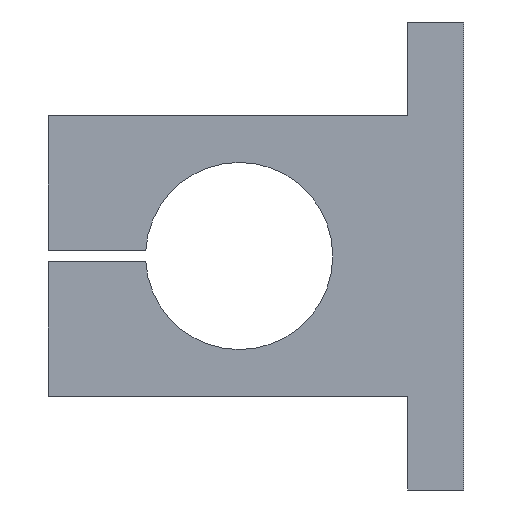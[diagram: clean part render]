
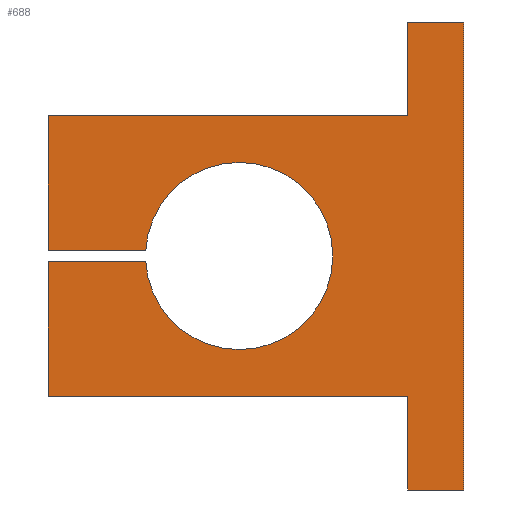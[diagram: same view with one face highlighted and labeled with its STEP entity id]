
A CAD part, left-side view. The second image highlights one B-rep face of the part: STEP entity #688.
In plain terms, the highlighted planar face has unit normal (-1, 0, 0).
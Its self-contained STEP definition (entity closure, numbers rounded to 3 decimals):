
#8 = CARTESIAN_POINT ( 'NONE',  ( -12.5, 111., -62.5 ) ) ;
#9 = CARTESIAN_POINT ( 'NONE',  ( -12.5, 111., -1.5 ) ) ;
#32 = CARTESIAN_POINT ( 'NONE',  ( -12.5, 111., 1.5 ) ) ;
#39 = EDGE_CURVE ( 'NONE', #720, #341, #132, .T. ) ;
#49 = CARTESIAN_POINT ( 'NONE',  ( -12.5, 0., 62.5 ) ) ;
#53 = VECTOR ( 'NONE', #182, 1000. ) ;
#55 = DIRECTION ( 'NONE',  ( 1., 0., 0. ) ) ;
#61 = LINE ( 'NONE', #8, #851 ) ;
#70 = VERTEX_POINT ( 'NONE', #49 ) ;
#76 = CARTESIAN_POINT ( 'NONE',  ( -12.5, 15., -37.5 ) ) ;
#87 = CARTESIAN_POINT ( 'NONE',  ( -12.5, 111., 37.5 ) ) ;
#95 = CIRCLE ( 'NONE', #290, 25. ) ;
#110 = VECTOR ( 'NONE', #679, 1000. ) ;
#132 = LINE ( 'NONE', #984, #110 ) ;
#139 = CARTESIAN_POINT ( 'NONE',  ( -12.5, 0., -62.5 ) ) ;
#140 = DIRECTION ( 'NONE',  ( 0., -1., 0. ) ) ;
#160 = VECTOR ( 'NONE', #140, 1000. ) ;
#162 = LINE ( 'NONE', #249, #754 ) ;
#163 = CARTESIAN_POINT ( 'NONE',  ( -12.5, 60., 25. ) ) ;
#169 = DIRECTION ( 'NONE',  ( 0., 0., -1. ) ) ;
#175 = LINE ( 'NONE', #393, #767 ) ;
#182 = DIRECTION ( 'NONE',  ( 0., 0., 1. ) ) ;
#184 = DIRECTION ( 'NONE',  ( 0., 0., -1. ) ) ;
#186 = VERTEX_POINT ( 'NONE', #612 ) ;
#204 = CARTESIAN_POINT ( 'NONE',  ( -12.5, 111., 37.5 ) ) ;
#239 = CIRCLE ( 'NONE', #633, 25. ) ;
#246 = CARTESIAN_POINT ( 'NONE',  ( -12.5, 15., -62.5 ) ) ;
#248 = VERTEX_POINT ( 'NONE', #163 ) ;
#249 = CARTESIAN_POINT ( 'NONE',  ( -12.5, 111., -62.5 ) ) ;
#255 = LINE ( 'NONE', #728, #438 ) ;
#257 = DIRECTION ( 'NONE',  ( 0., -1., 0. ) ) ;
#264 = ORIENTED_EDGE ( 'NONE', *, *, #494, .F. ) ;
#266 = LINE ( 'NONE', #204, #869 ) ;
#272 = DIRECTION ( 'NONE',  ( 0., 1., 0. ) ) ;
#276 = LINE ( 'NONE', #424, #53 ) ;
#290 = AXIS2_PLACEMENT_3D ( 'NONE', #354, #55, #429 ) ;
#292 = EDGE_CURVE ( 'NONE', #717, #884, #526, .T. ) ;
#295 = FACE_OUTER_BOUND ( 'NONE', #779, .T. ) ;
#310 = DIRECTION ( 'NONE',  ( 0., 0., 1. ) ) ;
#313 = DIRECTION ( 'NONE',  ( 0., 0., -1. ) ) ;
#316 = EDGE_CURVE ( 'NONE', #70, #595, #175, .T. ) ;
#325 = ORIENTED_EDGE ( 'NONE', *, *, #776, .F. ) ;
#329 = ORIENTED_EDGE ( 'NONE', *, *, #647, .F. ) ;
#340 = CARTESIAN_POINT ( 'NONE',  ( -12.5, 111., 62.5 ) ) ;
#341 = VERTEX_POINT ( 'NONE', #32 ) ;
#350 = ORIENTED_EDGE ( 'NONE', *, *, #470, .T. ) ;
#354 = CARTESIAN_POINT ( 'NONE',  ( -12.5, 60., 0. ) ) ;
#367 = VERTEX_POINT ( 'NONE', #792 ) ;
#386 = ORIENTED_EDGE ( 'NONE', *, *, #579, .F. ) ;
#388 = AXIS2_PLACEMENT_3D ( 'NONE', #804, #410, #169 ) ;
#389 = LINE ( 'NONE', #521, #799 ) ;
#393 = CARTESIAN_POINT ( 'NONE',  ( -12.5, 0., 62.5 ) ) ;
#395 = EDGE_CURVE ( 'NONE', #186, #70, #965, .T. ) ;
#410 = DIRECTION ( 'NONE',  ( 1., 0., 0. ) ) ;
#415 = VERTEX_POINT ( 'NONE', #87 ) ;
#424 = CARTESIAN_POINT ( 'NONE',  ( -12.5, 15., 37.5 ) ) ;
#429 = DIRECTION ( 'NONE',  ( 0., 0., -1. ) ) ;
#438 = VECTOR ( 'NONE', #567, 1000. ) ;
#460 = VERTEX_POINT ( 'NONE', #246 ) ;
#463 = PLANE ( 'NONE',  #902 ) ;
#470 = EDGE_CURVE ( 'NONE', #248, #367, #986, .T. ) ;
#486 = CARTESIAN_POINT ( 'NONE',  ( -12.5, 111., -1.5 ) ) ;
#494 = EDGE_CURVE ( 'NONE', #595, #460, #921, .T. ) ;
#497 = ORIENTED_EDGE ( 'NONE', *, *, #700, .T. ) ;
#501 = VECTOR ( 'NONE', #272, 1000. ) ;
#512 = CARTESIAN_POINT ( 'NONE',  ( -12.5, 111., -37.5 ) ) ;
#521 = CARTESIAN_POINT ( 'NONE',  ( -12.5, 15., -62.5 ) ) ;
#526 = LINE ( 'NONE', #9, #160 ) ;
#529 = CARTESIAN_POINT ( 'NONE',  ( -12.5, 60., 0. ) ) ;
#532 = EDGE_CURVE ( 'NONE', #367, #884, #95, .T. ) ;
#534 = VERTEX_POINT ( 'NONE', #512 ) ;
#539 = EDGE_CURVE ( 'NONE', #415, #602, #266, .T. ) ;
#567 = DIRECTION ( 'NONE',  ( 0., 1., 0. ) ) ;
#579 = EDGE_CURVE ( 'NONE', #460, #653, #389, .T. ) ;
#580 = DIRECTION ( 'NONE',  ( 0., -1., 0. ) ) ;
#595 = VERTEX_POINT ( 'NONE', #139 ) ;
#602 = VERTEX_POINT ( 'NONE', #841 ) ;
#612 = CARTESIAN_POINT ( 'NONE',  ( -12.5, 15., 62.5 ) ) ;
#625 = ORIENTED_EDGE ( 'NONE', *, *, #539, .F. ) ;
#633 = AXIS2_PLACEMENT_3D ( 'NONE', #529, #845, #689 ) ;
#647 = EDGE_CURVE ( 'NONE', #341, #415, #61, .T. ) ;
#650 = DIRECTION ( 'NONE',  ( 0., 0., 1. ) ) ;
#653 = VERTEX_POINT ( 'NONE', #76 ) ;
#660 = CARTESIAN_POINT ( 'NONE',  ( -12.5, 84.955, -1.5 ) ) ;
#661 = CARTESIAN_POINT ( 'NONE',  ( -12.5, 0., -62.5 ) ) ;
#679 = DIRECTION ( 'NONE',  ( 0., 1., 0. ) ) ;
#688 = ADVANCED_FACE ( 'NONE', ( #295 ), #463, .F. ) ;
#689 = DIRECTION ( 'NONE',  ( 0., 0., -1. ) ) ;
#695 = ORIENTED_EDGE ( 'NONE', *, *, #532, .T. ) ;
#700 = EDGE_CURVE ( 'NONE', #720, #248, #239, .T. ) ;
#717 = VERTEX_POINT ( 'NONE', #486 ) ;
#720 = VERTEX_POINT ( 'NONE', #946 ) ;
#728 = CARTESIAN_POINT ( 'NONE',  ( -12.5, 15., -37.5 ) ) ;
#754 = VECTOR ( 'NONE', #650, 1000. ) ;
#762 = DIRECTION ( 'NONE',  ( 0., 0., 1. ) ) ;
#767 = VECTOR ( 'NONE', #184, 1000. ) ;
#776 = EDGE_CURVE ( 'NONE', #653, #534, #255, .T. ) ;
#779 = EDGE_LOOP ( 'NONE', ( #956, #497, #350, #695, #890, #979, #325, #386, #264, #987, #790, #937, #625, #329 ) ) ;
#781 = CARTESIAN_POINT ( 'NONE',  ( -12.5, 0., 0. ) ) ;
#789 = EDGE_CURVE ( 'NONE', #534, #717, #162, .T. ) ;
#790 = ORIENTED_EDGE ( 'NONE', *, *, #395, .F. ) ;
#792 = CARTESIAN_POINT ( 'NONE',  ( -12.5, 60., -25. ) ) ;
#799 = VECTOR ( 'NONE', #762, 1000. ) ;
#804 = CARTESIAN_POINT ( 'NONE',  ( -12.5, 60., 0. ) ) ;
#841 = CARTESIAN_POINT ( 'NONE',  ( -12.5, 15., 37.5 ) ) ;
#845 = DIRECTION ( 'NONE',  ( 1., 0., 0. ) ) ;
#851 = VECTOR ( 'NONE', #310, 1000. ) ;
#869 = VECTOR ( 'NONE', #580, 1000. ) ;
#884 = VERTEX_POINT ( 'NONE', #660 ) ;
#890 = ORIENTED_EDGE ( 'NONE', *, *, #292, .F. ) ;
#902 = AXIS2_PLACEMENT_3D ( 'NONE', #781, #1013, #313 ) ;
#912 = EDGE_CURVE ( 'NONE', #602, #186, #276, .T. ) ;
#921 = LINE ( 'NONE', #661, #501 ) ;
#933 = VECTOR ( 'NONE', #257, 1000. ) ;
#937 = ORIENTED_EDGE ( 'NONE', *, *, #912, .F. ) ;
#946 = CARTESIAN_POINT ( 'NONE',  ( -12.5, 84.955, 1.5 ) ) ;
#956 = ORIENTED_EDGE ( 'NONE', *, *, #39, .F. ) ;
#965 = LINE ( 'NONE', #340, #933 ) ;
#979 = ORIENTED_EDGE ( 'NONE', *, *, #789, .F. ) ;
#984 = CARTESIAN_POINT ( 'NONE',  ( -12.5, 84.955, 1.5 ) ) ;
#986 = CIRCLE ( 'NONE', #388, 25. ) ;
#987 = ORIENTED_EDGE ( 'NONE', *, *, #316, .F. ) ;
#1013 = DIRECTION ( 'NONE',  ( 1., 0., 0. ) ) ;
